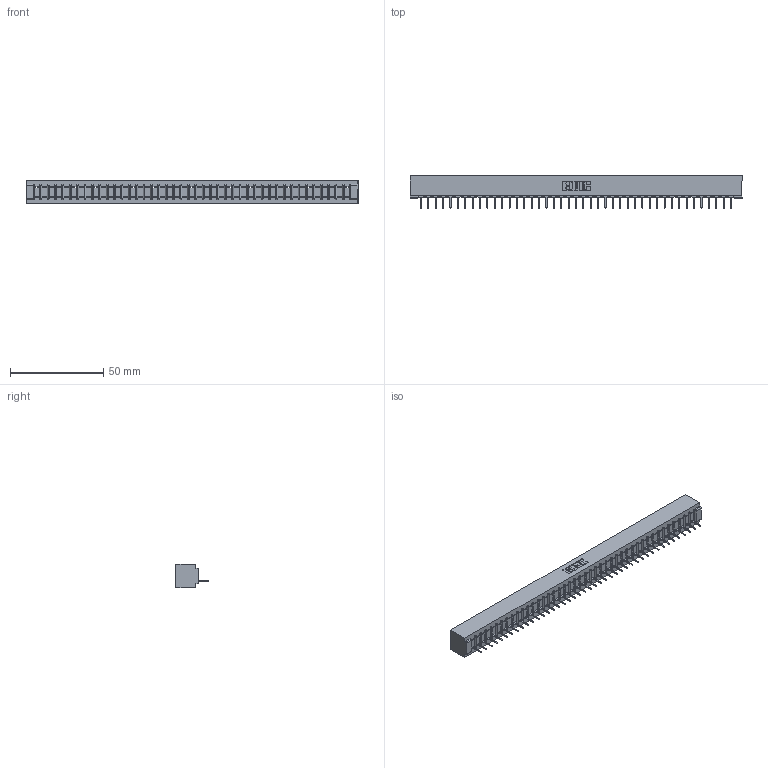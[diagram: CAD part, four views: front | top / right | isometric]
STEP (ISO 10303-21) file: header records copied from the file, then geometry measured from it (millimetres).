
FILE_DESCRIPTION (( 'STEP AP203' ), '1' );
FILE_NAME ('357-043-531-101.STEP', '2018-08-11T09:40:59', ( '' ), ( '' ), 'SwSTEP 2.0', 'SolidWorks 2016', '' );
FILE_SCHEMA (( 'CONFIG_CONTROL_DESIGN' ));
Length unit declared in the file: inch
Products named in the file (3): 307 Part_No Mounting Lugs; 307-290-001_531; 357-043-531-101
Assembly tree (44 placements, depth 2):
  357-043-531-101
    307 Part_No Mounting Lugs
    307-290-001_531  x43
Bounding box: 178.26 x 17.42 x 12.7 mm (x, y, z)
Volume: 18941.5 mm3; surface area: 19722.1 mm2
Topology: 44 solids, 44 shells, 2562 faces, 7265 edges, 4666 vertices
Faces by surface type: plane 1657, cylinder 817, sphere 88
Entity records: 36430 total; most frequent: CARTESIAN_POINT 6136, ORIENTED_EDGE 6122, DIRECTION 5965, EDGE_CURVE 3061, LINE 2351, VECTOR 2351, VERTEX_POINT 1978, AXIS2_PLACEMENT_3D 1807
